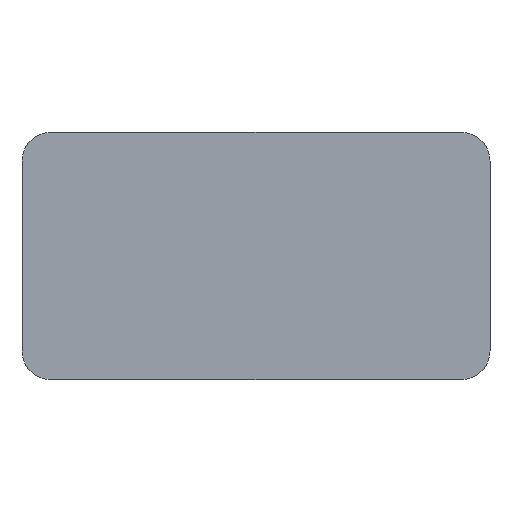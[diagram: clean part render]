
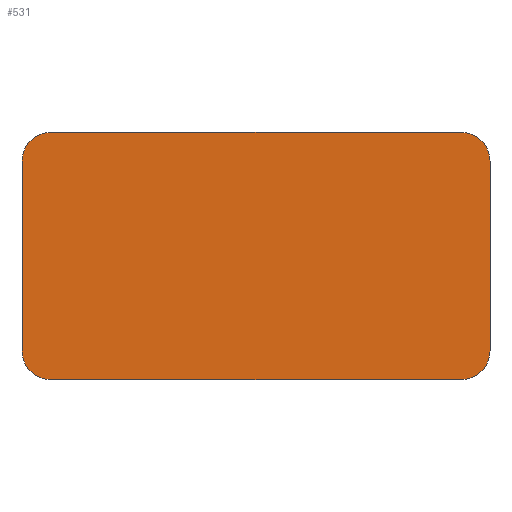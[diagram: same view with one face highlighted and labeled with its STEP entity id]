
A CAD part, front view. The second image highlights one B-rep face of the part: STEP entity #531.
In plain terms, the highlighted planar face has unit normal (0, -1, 0).
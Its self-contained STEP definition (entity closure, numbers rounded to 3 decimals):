
#1=CARTESIAN_POINT('',(-139.52,0.,-64.52));
#2=DIRECTION('',(0.,1.,0.));
#3=DIRECTION('',(0.,0.,-1.));
#4=AXIS2_PLACEMENT_3D('',#1,#2,#3);
#6=DIRECTION('',(0.,0.,1.));
#7=VECTOR('',#6,129.04);
#8=CARTESIAN_POINT('',(-159.,0.,-64.52));
#9=LINE('',#8,#7);
#10=CARTESIAN_POINT('',(-139.52,0.,64.52));
#11=DIRECTION('',(0.,1.,0.));
#12=DIRECTION('',(-1.,0.,0.));
#13=AXIS2_PLACEMENT_3D('',#10,#11,#12);
#15=DIRECTION('',(1.,0.,0.));
#16=VECTOR('',#15,279.04);
#17=CARTESIAN_POINT('',(-139.52,0.,84.));
#18=LINE('',#17,#16);
#19=CARTESIAN_POINT('',(139.52,0.,64.52));
#20=DIRECTION('',(0.,1.,0.));
#21=DIRECTION('',(0.,0.,1.));
#22=AXIS2_PLACEMENT_3D('',#19,#20,#21);
#24=DIRECTION('',(0.,0.,-1.));
#25=VECTOR('',#24,129.04);
#26=CARTESIAN_POINT('',(159.,0.,64.52));
#27=LINE('',#26,#25);
#28=CARTESIAN_POINT('',(139.52,0.,-64.52));
#29=DIRECTION('',(0.,1.,0.));
#30=DIRECTION('',(1.,0.,0.));
#31=AXIS2_PLACEMENT_3D('',#28,#29,#30);
#33=DIRECTION('',(-1.,0.,0.));
#34=VECTOR('',#33,279.04);
#35=CARTESIAN_POINT('',(139.52,0.,-84.));
#36=LINE('',#35,#34);
#409=CARTESIAN_POINT('',(-139.52,0.,-84.));
#410=CARTESIAN_POINT('',(-159.,0.,-64.52));
#411=VERTEX_POINT('',#409);
#412=VERTEX_POINT('',#410);
#413=CARTESIAN_POINT('',(-159.,0.,64.52));
#414=VERTEX_POINT('',#413);
#415=CARTESIAN_POINT('',(-139.52,0.,84.));
#416=VERTEX_POINT('',#415);
#417=CARTESIAN_POINT('',(139.52,0.,84.));
#418=VERTEX_POINT('',#417);
#419=CARTESIAN_POINT('',(159.,0.,64.52));
#420=VERTEX_POINT('',#419);
#421=CARTESIAN_POINT('',(159.,0.,-64.52));
#422=VERTEX_POINT('',#421);
#423=CARTESIAN_POINT('',(139.52,0.,-84.));
#424=VERTEX_POINT('',#423);
#508=CARTESIAN_POINT('',(0.,0.,0.));
#509=DIRECTION('',(0.,1.,0.));
#510=DIRECTION('',(1.,0.,0.));
#511=AXIS2_PLACEMENT_3D('',#508,#509,#510);
#512=PLANE('',#511);
#514=ORIENTED_EDGE('',*,*,#513,.T.);
#516=ORIENTED_EDGE('',*,*,#515,.T.);
#518=ORIENTED_EDGE('',*,*,#517,.T.);
#520=ORIENTED_EDGE('',*,*,#519,.T.);
#522=ORIENTED_EDGE('',*,*,#521,.T.);
#524=ORIENTED_EDGE('',*,*,#523,.T.);
#526=ORIENTED_EDGE('',*,*,#525,.T.);
#528=ORIENTED_EDGE('',*,*,#527,.T.);
#529=EDGE_LOOP('',(#514,#516,#518,#520,#522,#524,#526,#528));
#530=FACE_OUTER_BOUND('',#529,.F.);
#5=CIRCLE('',#4,19.48);
#14=CIRCLE('',#13,19.48);
#23=CIRCLE('',#22,19.48);
#32=CIRCLE('',#31,19.48);
#513=EDGE_CURVE('',#411,#412,#5,.T.);
#515=EDGE_CURVE('',#412,#414,#9,.T.);
#517=EDGE_CURVE('',#414,#416,#14,.T.);
#519=EDGE_CURVE('',#416,#418,#18,.T.);
#521=EDGE_CURVE('',#418,#420,#23,.T.);
#523=EDGE_CURVE('',#420,#422,#27,.T.);
#525=EDGE_CURVE('',#422,#424,#32,.T.);
#527=EDGE_CURVE('',#424,#411,#36,.T.);
#531=ADVANCED_FACE('',(#530),#512,.F.);
